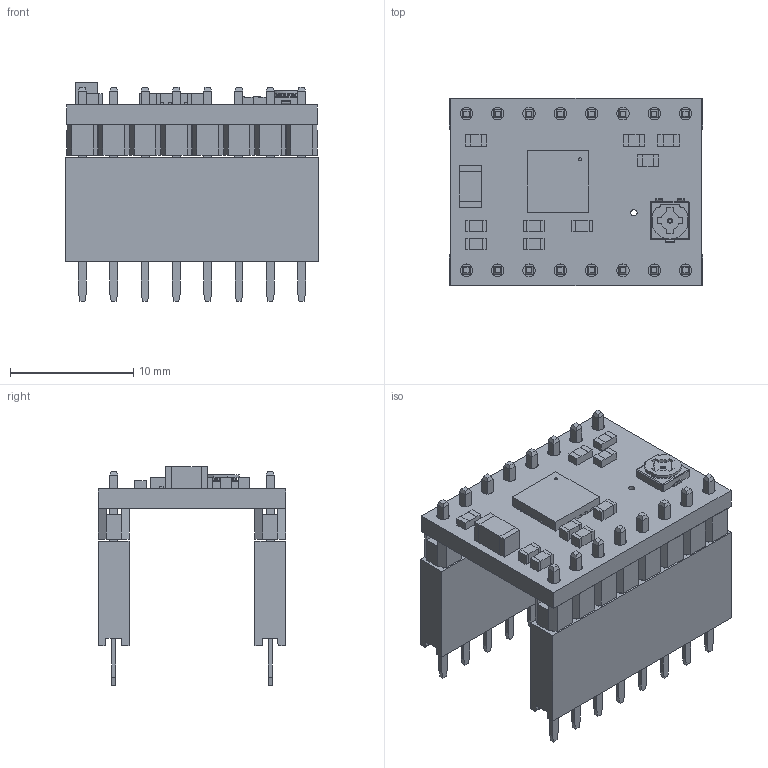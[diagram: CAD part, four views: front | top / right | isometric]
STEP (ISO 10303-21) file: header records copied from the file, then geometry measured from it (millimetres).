
FILE_DESCRIPTION(('FreeCAD Model'),'2;1');
FILE_NAME('female_header_a-bl254-eg-g08d001_sp.step','2018-04-09T21:33:00',( 'kicad StepUp'),('ksu MCAD'),'Open CASCADE STEP processor 6.8', 'FreeCAD','Unknown');
FILE_SCHEMA(('AUTOMOTIVE_DESIGN_CC2 { 1 2 10303 214 -1 1 5 4 }'));
Length unit declared in the file: millimetre
Products named in the file (2): ASSEMBLY; female_header_a-bl254-eg-g08d001_sp
Assembly tree (1 placements, depth 2):
  ASSEMBLY
    female_header_a-bl254-eg-g08d001_sp
Bounding box: 20.57 x 15.24 x 17.72 mm (x, y, z)
Volume: 1173.9 mm3; surface area: 3893 mm2
Topology: 1 solids, 1 shells, 1797 faces, 5038 edges, 3264 vertices
Faces by surface type: plane 1488, bspline 169, cylinder 133, sphere 4, torus 3
Full cylindrical faces by diameter (mm): 0.25 x2, 0.508 x1, 1.016 x16, 2.5 x1
Entity records: 75375 total; most frequent: CARTESIAN_POINT 17277, ORIENTED_EDGE 10068, DIRECTION 8167, EDGE_CURVE 5034, LINE 4367, VECTOR 4367, VERTEX_POINT 3264, FACE_BOUND 2024
